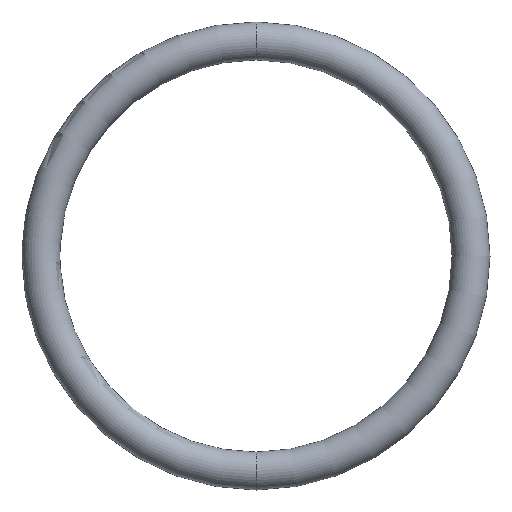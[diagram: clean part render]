
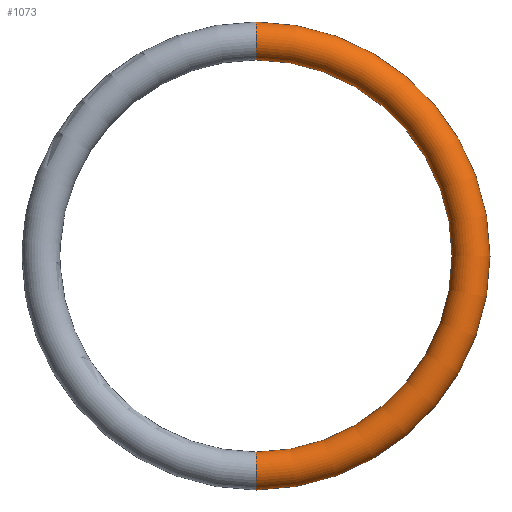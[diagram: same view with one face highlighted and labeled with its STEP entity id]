
A CAD part, front view. The second image highlights one B-rep face of the part: STEP entity #1073.
In plain terms, the highlighted toroidal (fillet/blend) face has major radius 34 mm and minor radius 3 mm.
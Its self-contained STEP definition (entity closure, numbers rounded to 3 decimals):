
#237 = EDGE_CURVE ( 'NONE', #4792, #4879, #12333, .T. ) ;
#544 = CARTESIAN_POINT ( 'NONE',  ( 0., 0., 0. ) ) ;
#760 = FACE_OUTER_BOUND ( 'NONE', #11734, .T. ) ;
#1073 = ADVANCED_FACE ( 'NONE', ( #760 ), #7764, .T. ) ;
#1158 = EDGE_CURVE ( 'NONE', #4879, #2777, #11093, .T. ) ;
#1835 = CARTESIAN_POINT ( 'NONE',  ( 0., 0., 0. ) ) ;
#2059 = CARTESIAN_POINT ( 'NONE',  ( 0., 0., -37. ) ) ;
#2082 = AXIS2_PLACEMENT_3D ( 'NONE', #1835, #12011, #4202 ) ;
#2144 = CIRCLE ( 'NONE', #7610, 3. ) ;
#2777 = VERTEX_POINT ( 'NONE', #13309 ) ;
#3156 = EDGE_CURVE ( 'NONE', #11779, #2777, #2144, .T. ) ;
#3174 = CARTESIAN_POINT ( 'NONE',  ( 0., 0., 34. ) ) ;
#4195 = AXIS2_PLACEMENT_3D ( 'NONE', #544, #10655, #8363 ) ;
#4202 = DIRECTION ( 'NONE',  ( 0., 0., -1. ) ) ;
#4292 = DIRECTION ( 'NONE',  ( 0., 0., -1. ) ) ;
#4563 = DIRECTION ( 'NONE',  ( -1., 0., 0. ) ) ;
#4792 = VERTEX_POINT ( 'NONE', #2059 ) ;
#4879 = VERTEX_POINT ( 'NONE', #7600 ) ;
#7483 = CARTESIAN_POINT ( 'NONE',  ( 0., 0., 0. ) ) ;
#7600 = CARTESIAN_POINT ( 'NONE',  ( 0., 0., -31. ) ) ;
#7610 = AXIS2_PLACEMENT_3D ( 'NONE', #3174, #12231, #4292 ) ;
#7764 = TOROIDAL_SURFACE ( 'NONE', #4195, 34., 3. ) ;
#8129 = ORIENTED_EDGE ( 'NONE', *, *, #1158, .F. ) ;
#8363 = DIRECTION ( 'NONE',  ( 0., 0., -1. ) ) ;
#8698 = AXIS2_PLACEMENT_3D ( 'NONE', #10198, #4563, #12403 ) ;
#9871 = DIRECTION ( 'NONE',  ( 0., 0., -1. ) ) ;
#9925 = ORIENTED_EDGE ( 'NONE', *, *, #3156, .T. ) ;
#10198 = CARTESIAN_POINT ( 'NONE',  ( 0., 0., -34. ) ) ;
#10655 = DIRECTION ( 'NONE',  ( 0., -1., 0. ) ) ;
#10728 = EDGE_CURVE ( 'NONE', #4792, #11779, #14386, .T. ) ;
#10903 = DIRECTION ( 'NONE',  ( 0., -1., 0. ) ) ;
#11093 = CIRCLE ( 'NONE', #11718, 31. ) ;
#11637 = ORIENTED_EDGE ( 'NONE', *, *, #237, .F. ) ;
#11718 = AXIS2_PLACEMENT_3D ( 'NONE', #7483, #10903, #9871 ) ;
#11734 = EDGE_LOOP ( 'NONE', ( #11637, #12105, #9925, #8129 ) ) ;
#11779 = VERTEX_POINT ( 'NONE', #13712 ) ;
#12011 = DIRECTION ( 'NONE',  ( 0., -1., 0. ) ) ;
#12105 = ORIENTED_EDGE ( 'NONE', *, *, #10728, .T. ) ;
#12231 = DIRECTION ( 'NONE',  ( 1., 0., 0. ) ) ;
#12333 = CIRCLE ( 'NONE', #8698, 3. ) ;
#12403 = DIRECTION ( 'NONE',  ( 0., 0., 1. ) ) ;
#13309 = CARTESIAN_POINT ( 'NONE',  ( 0., 0., 31. ) ) ;
#13712 = CARTESIAN_POINT ( 'NONE',  ( 0., 0., 37. ) ) ;
#14386 = CIRCLE ( 'NONE', #2082, 37. ) ;
